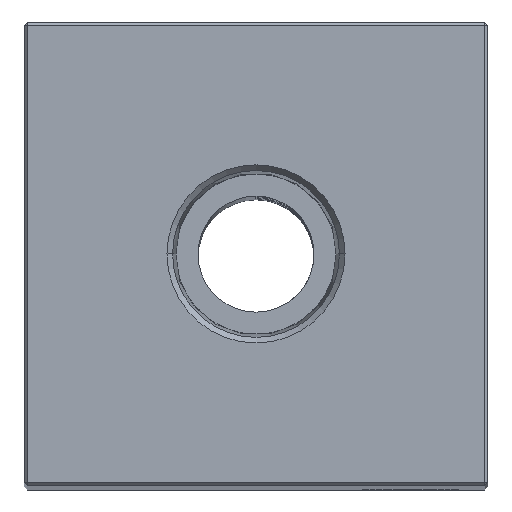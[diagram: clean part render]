
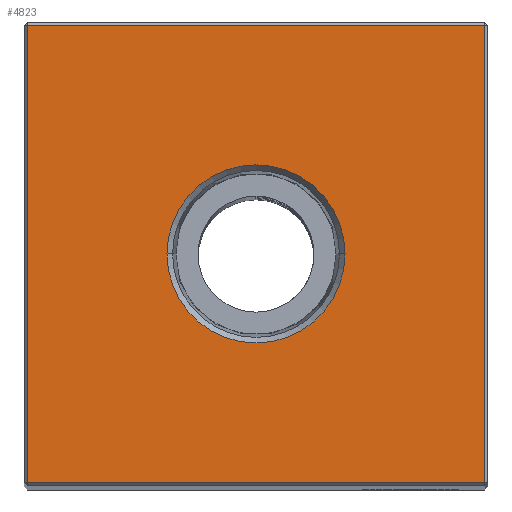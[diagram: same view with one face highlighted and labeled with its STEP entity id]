
A CAD part, top view. The second image highlights one B-rep face of the part: STEP entity #4823.
In plain terms, the highlighted planar face has unit normal (0, 0, 1).
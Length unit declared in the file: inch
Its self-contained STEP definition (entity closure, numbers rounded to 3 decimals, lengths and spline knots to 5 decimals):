
#22 = CARTESIAN_POINT ( 'NONE',  ( 0., -0.74, 7.75 ) ) ;
#301 = PLANE ( 'NONE',  #10132 ) ;
#551 = ORIENTED_EDGE ( 'NONE', *, *, #14052, .T. ) ;
#726 = CARTESIAN_POINT ( 'NONE',  ( -0.74, 0.74, 7.75 ) ) ;
#895 = VERTEX_POINT ( 'NONE', #4595 ) ;
#1005 = CARTESIAN_POINT ( 'NONE',  ( 0.74, 0.74, 7.75 ) ) ;
#1084 = DIRECTION ( 'NONE',  ( 0., 1., 0. ) ) ;
#1281 = AXIS2_PLACEMENT_3D ( 'NONE', #8903, #18525, #28125 ) ;
#2935 = CARTESIAN_POINT ( 'NONE',  ( 0., 0., 7.75 ) ) ;
#3304 = CIRCLE ( 'NONE', #20927, 0.288 ) ;
#4410 = VECTOR ( 'NONE', #9598, 39.37008 ) ;
#4595 = CARTESIAN_POINT ( 'NONE',  ( 0.288, 0., 7.75 ) ) ;
#4823 = ADVANCED_FACE ( 'NONE', ( #12234, #21872 ), #301, .F. ) ;
#5493 = DIRECTION ( 'NONE',  ( -1., 0., 0. ) ) ;
#5557 = DIRECTION ( 'NONE',  ( 1., 0., 0. ) ) ;
#6062 = VERTEX_POINT ( 'NONE', #726 ) ;
#7148 = CARTESIAN_POINT ( 'NONE',  ( -0.74, -0.74, 7.75 ) ) ;
#8903 = CARTESIAN_POINT ( 'NONE',  ( 0., 0., 7.75 ) ) ;
#9212 = EDGE_CURVE ( 'NONE', #895, #19761, #14845, .T. ) ;
#9598 = DIRECTION ( 'NONE',  ( 1., 0., 0. ) ) ;
#10132 = AXIS2_PLACEMENT_3D ( 'NONE', #2935, #12529, #22163 ) ;
#10947 = LINE ( 'NONE', #20592, #18935 ) ;
#11258 = CARTESIAN_POINT ( 'NONE',  ( 0.74, -0.74, 7.75 ) ) ;
#11362 = VECTOR ( 'NONE', #1084, 39.37008 ) ;
#12234 = FACE_OUTER_BOUND ( 'NONE', #29910, .T. ) ;
#12529 = DIRECTION ( 'NONE',  ( 0., 0., -1. ) ) ;
#12621 = ORIENTED_EDGE ( 'NONE', *, *, #9212, .F. ) ;
#12772 = ORIENTED_EDGE ( 'NONE', *, *, #18372, .F. ) ;
#13019 = LINE ( 'NONE', #22660, #11362 ) ;
#14052 = EDGE_CURVE ( 'NONE', #30037, #27342, #21611, .T. ) ;
#14184 = EDGE_CURVE ( 'NONE', #29723, #6062, #17469, .T. ) ;
#14845 = CIRCLE ( 'NONE', #1281, 0.288 ) ;
#14850 = ORIENTED_EDGE ( 'NONE', *, *, #26512, .T. ) ;
#15005 = ORIENTED_EDGE ( 'NONE', *, *, #14184, .T. ) ;
#17469 = LINE ( 'NONE', #27103, #20538 ) ;
#17535 = CARTESIAN_POINT ( 'NONE',  ( 0., 0., 7.75 ) ) ;
#18372 = EDGE_CURVE ( 'NONE', #19761, #895, #3304, .T. ) ;
#18525 = DIRECTION ( 'NONE',  ( 0., 0., 1. ) ) ;
#18935 = VECTOR ( 'NONE', #30210, 39.37008 ) ;
#19761 = VERTEX_POINT ( 'NONE', #23734 ) ;
#20538 = VECTOR ( 'NONE', #5493, 39.37008 ) ;
#20592 = CARTESIAN_POINT ( 'NONE',  ( -0.74, 0., 7.75 ) ) ;
#20927 = AXIS2_PLACEMENT_3D ( 'NONE', #17535, #27164, #5557 ) ;
#21611 = LINE ( 'NONE', #22, #4410 ) ;
#21872 = FACE_BOUND ( 'NONE', #22338, .T. ) ;
#22163 = DIRECTION ( 'NONE',  ( -1., 0., 0. ) ) ;
#22338 = EDGE_LOOP ( 'NONE', ( #12621, #12772 ) ) ;
#22660 = CARTESIAN_POINT ( 'NONE',  ( 0.74, 0., 7.75 ) ) ;
#23734 = CARTESIAN_POINT ( 'NONE',  ( -0.288, 0., 7.75 ) ) ;
#26512 = EDGE_CURVE ( 'NONE', #6062, #30037, #10947, .T. ) ;
#27006 = ORIENTED_EDGE ( 'NONE', *, *, #30479, .T. ) ;
#27103 = CARTESIAN_POINT ( 'NONE',  ( 0., 0.74, 7.75 ) ) ;
#27164 = DIRECTION ( 'NONE',  ( 0., 0., 1. ) ) ;
#27342 = VERTEX_POINT ( 'NONE', #11258 ) ;
#28125 = DIRECTION ( 'NONE',  ( 1., 0., 0. ) ) ;
#29723 = VERTEX_POINT ( 'NONE', #1005 ) ;
#29910 = EDGE_LOOP ( 'NONE', ( #14850, #551, #27006, #15005 ) ) ;
#30037 = VERTEX_POINT ( 'NONE', #7148 ) ;
#30210 = DIRECTION ( 'NONE',  ( 0., -1., 0. ) ) ;
#30479 = EDGE_CURVE ( 'NONE', #27342, #29723, #13019, .T. ) ;
